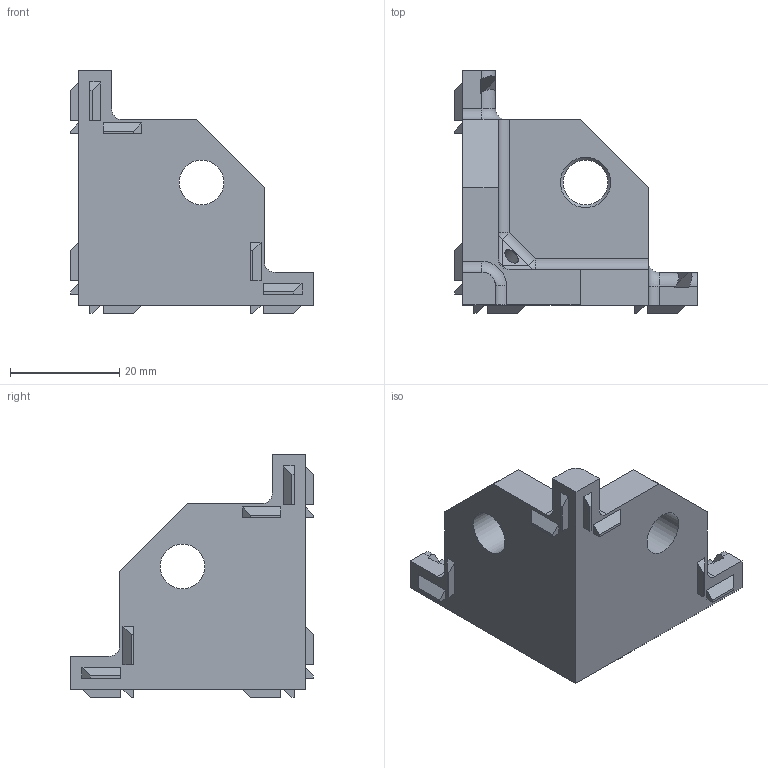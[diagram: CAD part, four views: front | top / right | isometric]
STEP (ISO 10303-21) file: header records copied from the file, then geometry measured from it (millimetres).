
FILE_DESCRIPTION(/* description */ ('GIUNZIONE PER PROFILO TONDO SERIE 45'),/* implementation_level */ '2;1');
FILE_NAME(/* name */ 'CGIPR0000086.stp',/* time_stamp */ '2024-12-02T09:11:53+01:00',/* author */ ('marco.magri'),/* organization */ (''),/* preprocessor_version */ 'ST-DEVELOPER v18.1',/* originating_system */ 'Autodesk Inventor 2022',/* authorisation */ '');
FILE_SCHEMA (('AUTOMOTIVE_DESIGN { 1 0 10303 214 3 1 1 }'));
Length unit declared in the file: millimetre
Products named in the file (1): CGIPR0000086
Bounding box: 44.5 x 44.5 x 44.5 mm (x, y, z)
Volume: 17031.7 mm3; surface area: 7385.8 mm2
Topology: 1 solids, 2 shells, 131 faces, 330 edges, 213 vertices
Faces by surface type: plane 100, cylinder 22, cone 3, torus 3, sphere 3
Full cylindrical faces by diameter (mm): 3 x1, 8.2 x3
Entity records: 3926 total; most frequent: CARTESIAN_POINT 673, ORIENTED_EDGE 655, DIRECTION 646, EDGE_CURVE 328, LINE 274, VECTOR 274, VERTEX_POINT 213, AXIS2_PLACEMENT_3D 186
